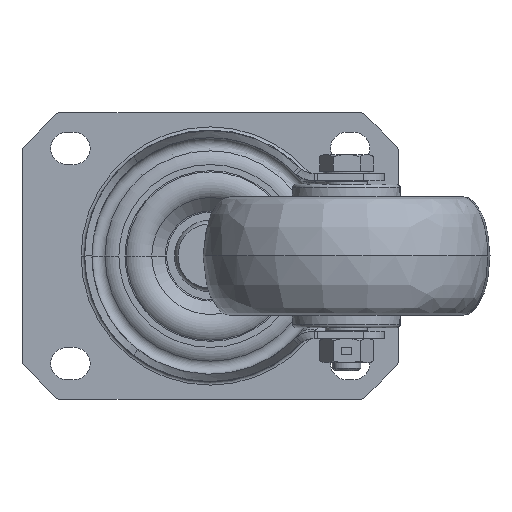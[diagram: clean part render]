
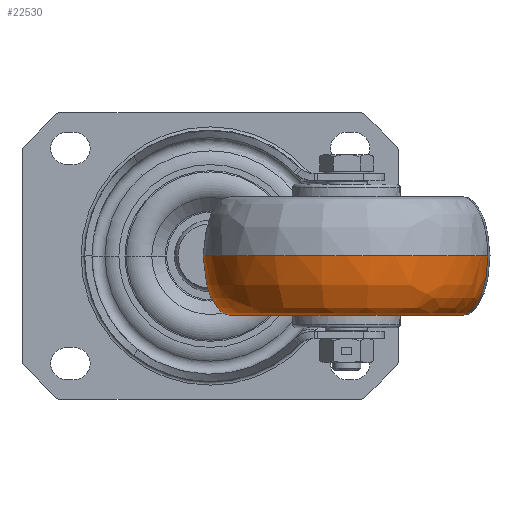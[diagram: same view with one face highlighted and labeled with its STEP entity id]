
A CAD part, front view. The second image highlights one B-rep face of the part: STEP entity #22530.
In plain terms, the highlighted free-form (B-spline) face has degree [3, 3] with [4, 4] control points.
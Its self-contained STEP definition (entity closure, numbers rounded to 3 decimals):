
#601 = CARTESIAN_POINT ( 'NONE',  ( 1.673, -53.558, -16.5 ) ) ;
#750 = FACE_OUTER_BOUND ( 'NONE', #18628, .T. ) ;
#1105 = CARTESIAN_POINT ( 'NONE',  ( -1.385, -53.015, -9.665 ) ) ;
#1308 = AXIS2_PLACEMENT_3D ( 'NONE', #17814, #1330, #3389 ) ;
#1330 = DIRECTION ( 'NONE',  ( 0., 0., 1. ) ) ;
#1944 = EDGE_CURVE ( 'NONE', #18166, #16519, #12548, .T. ) ;
#2469 = DIRECTION ( 'NONE',  ( -0.985, 0.175, 0. ) ) ;
#2537 = CARTESIAN_POINT ( 'NONE',  ( 77.385, -66.985, 0. ) ) ;
#3389 = DIRECTION ( 'NONE',  ( 0.985, -0.175, 0. ) ) ;
#3401 = AXIS2_PLACEMENT_3D ( 'NONE', #3960, #19217, #2469 ) ;
#3870 = EDGE_CURVE ( 'NONE', #16519, #14263, #18260, .T. ) ;
#3960 = CARTESIAN_POINT ( 'NONE',  ( 38., -60., -16.5 ) ) ;
#6314 = CARTESIAN_POINT ( 'NONE',  ( 5.999, -54.325, -16.5 ) ) ;
#6339 = CARTESIAN_POINT ( 'NONE',  ( -1.385, -53.015, 0. ) ) ;
#6667 = CARTESIAN_POINT ( 'NONE',  ( -1.385, -53.015, -9.665 ) ) ;
#7649 = ORIENTED_EDGE ( 'NONE', *, *, #1944, .F. ) ;
#8163 = CARTESIAN_POINT ( 'NONE',  ( -15.355, -131.786, 0. ) ) ;
#8385 =( BOUNDED_CURVE ( )  B_SPLINE_CURVE ( 3, ( #6314, #601, #6667, #13674 ),
 .UNSPECIFIED., .F., .F. ) 
 B_SPLINE_CURVE_WITH_KNOTS ( ( 4, 4 ),
 ( 3.142, 4.712 ),
 .UNSPECIFIED. ) 
 CURVE ( )  GEOMETRIC_REPRESENTATION_ITEM ( )  RATIONAL_B_SPLINE_CURVE ( ( 1., 0.805, 0.805, 1. ) ) 
 REPRESENTATION_ITEM ( '' )  );
#8628 = CARTESIAN_POINT ( 'NONE',  ( -5.351, -118.326, -16.5 ) ) ;
#9552 = ORIENTED_EDGE ( 'NONE', *, *, #20694, .F. ) ;
#9701 = CARTESIAN_POINT ( 'NONE',  ( 70.001, -65.675, -16.5 ) ) ;
#10004 = CARTESIAN_POINT ( 'NONE',  ( 63.416, -145.756, 0. ) ) ;
#10071 = CIRCLE ( 'NONE', #3401, 32.5 ) ;
#10336 = CARTESIAN_POINT ( 'NONE',  ( 70.001, -65.675, -16.5 ) ) ;
#10455 = CARTESIAN_POINT ( 'NONE',  ( -11.211, -126.211, -16.5 ) ) ;
#10797 = CARTESIAN_POINT ( 'NONE',  ( 74.327, -66.442, -16.5 ) ) ;
#10954 = CARTESIAN_POINT ( 'NONE',  ( -1.385, -53.015, 0. ) ) ;
#12118 = CARTESIAN_POINT ( 'NONE',  ( -15.355, -131.786, -9.665 ) ) ;
#12548 = CIRCLE ( 'NONE', #1308, 40. ) ;
#12681 = CARTESIAN_POINT ( 'NONE',  ( 5.999, -54.325, -16.5 ) ) ;
#12721 = CARTESIAN_POINT ( 'NONE',  ( 77.385, -66.985, -9.665 ) ) ;
#13674 = CARTESIAN_POINT ( 'NONE',  ( -1.385, -53.015, 0. ) ) ;
#14263 = VERTEX_POINT ( 'NONE', #9701 ) ;
#14643 = CARTESIAN_POINT ( 'NONE',  ( 70.001, -65.675, -16.5 ) ) ;
#15752 = CARTESIAN_POINT ( 'NONE',  ( 58.651, -129.676, -16.5 ) ) ;
#16189 = CARTESIAN_POINT ( 'NONE',  ( 77.385, -66.985, 0. ) ) ;
#16239 = CARTESIAN_POINT ( 'NONE',  ( 74.327, -66.442, -16.5 ) ) ;
#16519 = VERTEX_POINT ( 'NONE', #16189 ) ;
#16585 =( BOUNDED_SURFACE ( )  B_SPLINE_SURFACE ( 3, 3, ( 
 ( #2537, #10004, #8163, #6339 ),
 ( #19284, #21727, #12118, #1105 ),
 ( #16239, #23310, #10455, #17824 ),
 ( #10336, #15752, #8628, #19765 ) ),
 .UNSPECIFIED., .F., .F., .F. ) 
 B_SPLINE_SURFACE_WITH_KNOTS ( ( 4, 4 ),
 ( 4, 4 ),
 ( 0., 1. ),
 ( 0., 1. ),
 .UNSPECIFIED. ) 
 GEOMETRIC_REPRESENTATION_ITEM ( )  RATIONAL_B_SPLINE_SURFACE ( (
 ( 1., 0.333, 0.333, 1.),
 ( 0.805, 0.268, 0.268, 0.805),
 ( 0.805, 0.268, 0.268, 0.805),
 ( 1., 0.333, 0.333, 1.) ) ) 
 REPRESENTATION_ITEM ( '' )  SURFACE ( )  );
#17814 = CARTESIAN_POINT ( 'NONE',  ( 38., -60., 0. ) ) ;
#17824 = CARTESIAN_POINT ( 'NONE',  ( 1.673, -53.558, -16.5 ) ) ;
#17920 = EDGE_CURVE ( 'NONE', #18665, #18166, #8385, .T. ) ;
#17944 = ORIENTED_EDGE ( 'NONE', *, *, #3870, .F. ) ;
#18166 = VERTEX_POINT ( 'NONE', #10954 ) ;
#18260 =( BOUNDED_CURVE ( )  B_SPLINE_CURVE ( 3, ( #24027, #12721, #10797, #14643 ),
 .UNSPECIFIED., .F., .F. ) 
 B_SPLINE_CURVE_WITH_KNOTS ( ( 4, 4 ),
 ( 1.571, 3.142 ),
 .UNSPECIFIED. ) 
 CURVE ( )  GEOMETRIC_REPRESENTATION_ITEM ( )  RATIONAL_B_SPLINE_CURVE ( ( 1., 0.805, 0.805, 1. ) ) 
 REPRESENTATION_ITEM ( '' )  );
#18628 = EDGE_LOOP ( 'NONE', ( #23285, #9552, #17944, #7649 ) ) ;
#18665 = VERTEX_POINT ( 'NONE', #12681 ) ;
#19217 = DIRECTION ( 'NONE',  ( 0., 0., -1. ) ) ;
#19284 = CARTESIAN_POINT ( 'NONE',  ( 77.385, -66.985, -9.665 ) ) ;
#19765 = CARTESIAN_POINT ( 'NONE',  ( 5.999, -54.325, -16.5 ) ) ;
#20694 = EDGE_CURVE ( 'NONE', #14263, #18665, #10071, .T. ) ;
#21727 = CARTESIAN_POINT ( 'NONE',  ( 63.416, -145.756, -9.665 ) ) ;
#22530 = ADVANCED_FACE ( 'NONE', ( #750 ), #16585, .F. ) ;
#23285 = ORIENTED_EDGE ( 'NONE', *, *, #17920, .F. ) ;
#23310 = CARTESIAN_POINT ( 'NONE',  ( 61.442, -139.095, -16.5 ) ) ;
#24027 = CARTESIAN_POINT ( 'NONE',  ( 77.385, -66.985, 0. ) ) ;
